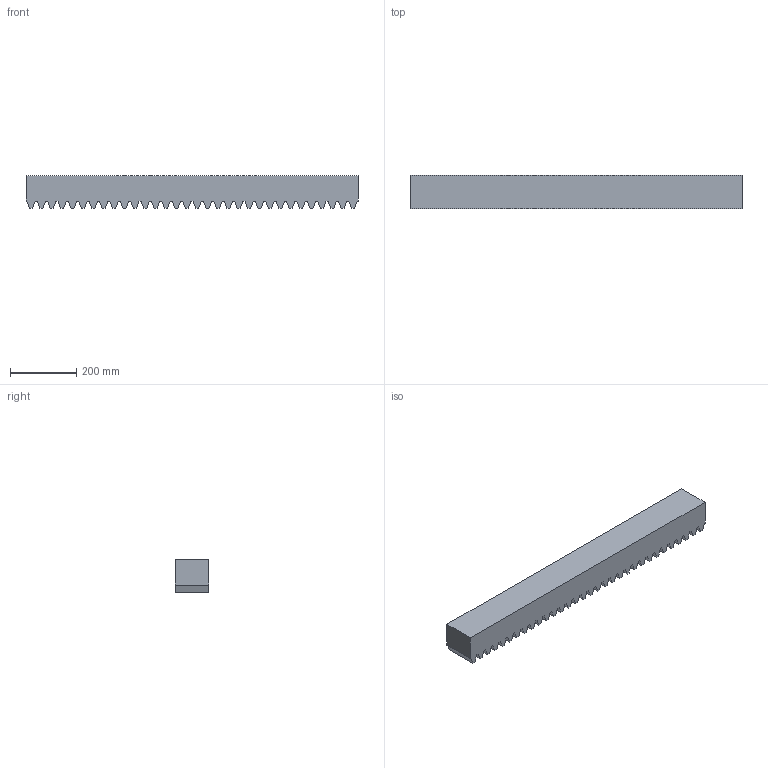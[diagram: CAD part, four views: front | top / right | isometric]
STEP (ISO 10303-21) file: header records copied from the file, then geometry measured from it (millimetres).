
FILE_DESCRIPTION(('STEP AP214'),'1');
FILE_NAME('146-100-010.stp','2017-10-09T07:41:20',('TraceParts'),('TraceParts S.A.'),'Spatial InterOp 3D',' ',' ');
FILE_SCHEMA(('automotive_design'));
Length unit declared in the file: millimetre
Products named in the file (1): 146-100-010
Bounding box: 1003.88 x 100 x 99.6 mm (x, y, z)
Volume: 8936385.8 mm3; surface area: 495753.2 mm2
Topology: 1 solids, 1 shells, 134 faces, 396 edges, 264 vertices
Faces by surface type: plane 134
Entity records: 5477 total; most frequent: CARTESIAN_POINT 795, ORIENTED_EDGE 792, DIRECTION 666, EDGE_CURVE 396, LINE 396, VECTOR 396, VERTEX_POINT 264, STYLED_ITEM 135
